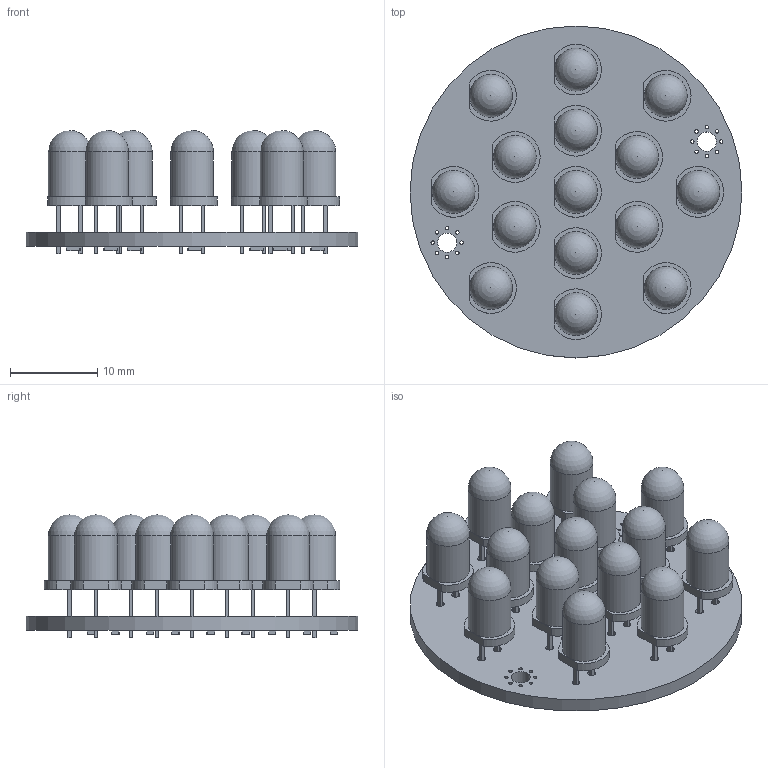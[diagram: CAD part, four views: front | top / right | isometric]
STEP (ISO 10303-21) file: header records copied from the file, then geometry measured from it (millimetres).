
FILE_DESCRIPTION(('KiCad electronic assembly'),'2;1');
FILE_NAME('LedCircle.step','2024-04-06T14:21:26',('Pcbnew'),('Kicad'), 'Open CASCADE STEP processor 7.7','KiCad to STEP converter','Unknown' );
FILE_SCHEMA(('AUTOMOTIVE_DESIGN { 1 0 10303 214 1 1 1 1 }'));
Length unit declared in the file: millimetre
Products named in the file (6): LedCircle 1; LED_D5.0mm_Clear; R_0603_1608Metric; LedCircle_PCB
Assembly tree (33 placements, depth 3):
  LedCircle 1
    LED_D5.0mm_Clear  x15
      LED_D5.0mm_Clear
    R_0603_1608Metric  x15
      R_0603_1608Metric
    LedCircle_PCB
Bounding box: 38 x 38 x 14.1 mm (x, y, z)
Volume: 4106.2 mm3; surface area: 5438.5 mm2
Topology: 31 solids, 31 shells, 681 faces, 1692 edges, 1103 vertices
Faces by surface type: plane 467, cylinder 199, sphere 15
Full cylindrical faces by diameter (mm): 0.4 x16, 0.9 x30, 2.2 x2, 4.9 x15, 38 x1
Entity records: 3778 total; most frequent: DIRECTION 622, CARTESIAN_POINT 541, ORIENTED_EDGE 498, EDGE_CURVE 249, AXIS2_PLACEMENT_3D 246, FACE_BOUND 192, EDGE_LOOP 192, VERTEX_POINT 165
